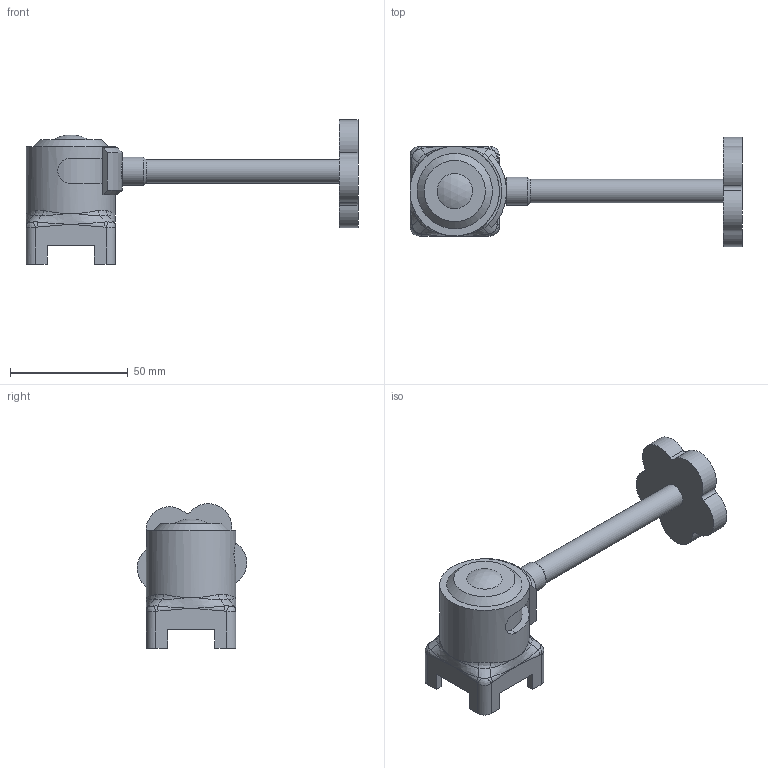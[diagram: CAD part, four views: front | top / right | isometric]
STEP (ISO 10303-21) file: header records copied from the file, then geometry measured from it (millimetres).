
FILE_DESCRIPTION((''),'2;1');
FILE_NAME('56840015X100.stp','2010-10-27T09:12:49',('Creator'),(''),'Autodesk Inventor 2010','Autodesk Inventor 2010','');
FILE_SCHEMA(('AUTOMOTIVE_DESIGN { 1 0 10303 214 1 1 1 1 }'));
Length unit declared in the file: millimetre
Products named in the file (1): 56840015X100
Bounding box: 141 x 46.54 x 61.45 mm (x, y, z)
Surface area: 29534.5 mm2 (no closed solid volume)
Topology: 0 solids, 6 shells, 179 faces, 525 edges, 310 vertices
Faces by surface type: bspline 80, plane 52, cylinder 41, cone 5, sphere 1
Full cylindrical faces by diameter (mm): 5.5 x1, 6.8 x1, 8.8 x3, 10 x3, 10.5 x2, 12 x1, 13.5 x1, 32 x2, 38 x1
Entity records: 13362 total; most frequent: CARTESIAN_POINT 9395, ORIENTED_EDGE 948, DIRECTION 578, EDGE_CURVE 474, VERTEX_POINT 301, AXIS2_PLACEMENT_3D 222, EDGE_LOOP 214, B_SPLINE_CURVE_WITH_KNOTS 210
